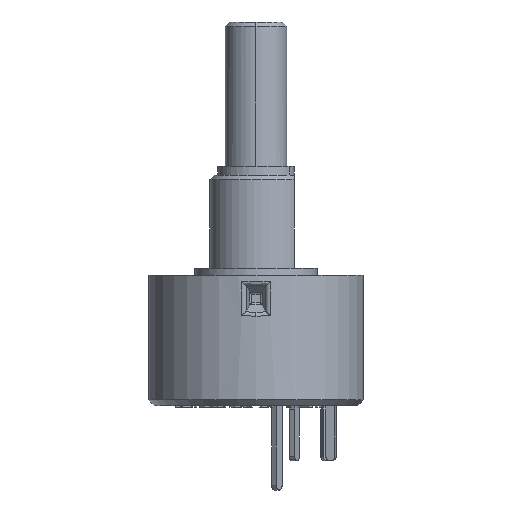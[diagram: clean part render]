
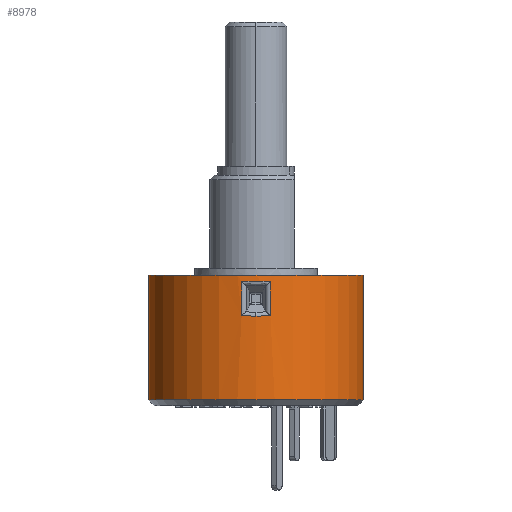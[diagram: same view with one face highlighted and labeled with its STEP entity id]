
A CAD part, left-side view. The second image highlights one B-rep face of the part: STEP entity #8978.
In plain terms, the highlighted cylindrical face has radius 7 mm (diameter 14 mm), a partial arc.
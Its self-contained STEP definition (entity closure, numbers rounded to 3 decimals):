
#217 = CARTESIAN_POINT ( 'NONE',  ( -6.937, -0.938, -0.45 ) ) ;
#256 = CARTESIAN_POINT ( 'NONE',  ( -7.021, -0.315, -0.841 ) ) ;
#344 = EDGE_CURVE ( 'NONE', #2929, #7754, #3075, .T. ) ;
#470 = AXIS2_PLACEMENT_3D ( 'NONE', #3091, #8992, #6733 ) ;
#900 = ORIENTED_EDGE ( 'NONE', *, *, #12342, .T. ) ;
#968 = VECTOR ( 'NONE', #9960, 1000. ) ;
#1346 = VECTOR ( 'NONE', #11794, 1000. ) ;
#1575 = EDGE_CURVE ( 'NONE', #15040, #2929, #14510, .T. ) ;
#1604 = ORIENTED_EDGE ( 'NONE', *, *, #14114, .T. ) ;
#1658 = CYLINDRICAL_SURFACE ( 'NONE', #7101, 7. ) ;
#1720 = LINE ( 'NONE', #2180, #1346 ) ;
#2041 = FACE_OUTER_BOUND ( 'NONE', #6963, .T. ) ;
#2180 = CARTESIAN_POINT ( 'NONE',  ( 0., 7., -0.45 ) ) ;
#2482 = CARTESIAN_POINT ( 'NONE',  ( -6.937, 0.938, -0.45 ) ) ;
#2929 = VERTEX_POINT ( 'NONE', #13831 ) ;
#3075 = LINE ( 'NONE', #11087, #6781 ) ;
#3091 = CARTESIAN_POINT ( 'NONE',  ( 0., 0., -0.45 ) ) ;
#3255 =( BOUNDED_CURVE ( )  B_SPLINE_CURVE ( 3, ( #11010, #10956, #256, #13276 ),
 .UNSPECIFIED., .F., .T. ) 
 B_SPLINE_CURVE_WITH_KNOTS ( ( 4, 4 ),
 ( 3.007, 3.276 ),
 .UNSPECIFIED. ) 
 CURVE ( )  GEOMETRIC_REPRESENTATION_ITEM ( )  RATIONAL_B_SPLINE_CURVE ( ( 1., 0.994, 0.994, 1. ) ) 
 REPRESENTATION_ITEM ( '' )  );
#3393 = CARTESIAN_POINT ( 'NONE',  ( -7., 0.314, -3.129 ) ) ;
#3770 = CARTESIAN_POINT ( 'NONE',  ( -7., 0., -3.129 ) ) ;
#4174 = VERTEX_POINT ( 'NONE', #10900 ) ;
#4653 =( BOUNDED_CURVE ( )  B_SPLINE_CURVE ( 3, ( #7137, #3393, #6983, #15249 ),
 .UNSPECIFIED., .F., .F. ) 
 B_SPLINE_CURVE_WITH_KNOTS ( ( 4, 4 ),
 ( 0., 0.134 ),
 .UNSPECIFIED. ) 
 CURVE ( )  GEOMETRIC_REPRESENTATION_ITEM ( )  RATIONAL_B_SPLINE_CURVE ( ( 1., 0.998, 0.998, 1. ) ) 
 REPRESENTATION_ITEM ( '' )  );
#4975 = CARTESIAN_POINT ( 'NONE',  ( -7., -0.314, -3.129 ) ) ;
#5115 = VERTEX_POINT ( 'NONE', #9942 ) ;
#5134 = DIRECTION ( 'NONE',  ( 0., -1., 0. ) ) ;
#5584 = LINE ( 'NONE', #2482, #968 ) ;
#5604 = ORIENTED_EDGE ( 'NONE', *, *, #6223, .T. ) ;
#6086 = ORIENTED_EDGE ( 'NONE', *, *, #10217, .T. ) ;
#6120 =( BOUNDED_CURVE ( )  B_SPLINE_CURVE ( 3, ( #14435, #10936, #4975, #6325 ),
 .UNSPECIFIED., .F., .F. ) 
 B_SPLINE_CURVE_WITH_KNOTS ( ( 4, 4 ),
 ( 6.149, 6.283 ),
 .UNSPECIFIED. ) 
 CURVE ( )  GEOMETRIC_REPRESENTATION_ITEM ( )  RATIONAL_B_SPLINE_CURVE ( ( 1., 0.998, 0.998, 1. ) ) 
 REPRESENTATION_ITEM ( '' )  );
#6223 = EDGE_CURVE ( 'NONE', #13319, #14490, #4653, .T. ) ;
#6293 = DIRECTION ( 'NONE',  ( 0., 0., -1. ) ) ;
#6303 = ORIENTED_EDGE ( 'NONE', *, *, #1575, .F. ) ;
#6325 = CARTESIAN_POINT ( 'NONE',  ( -7., 0., -3.129 ) ) ;
#6388 = ORIENTED_EDGE ( 'NONE', *, *, #8324, .T. ) ;
#6528 = EDGE_CURVE ( 'NONE', #14490, #4174, #5584, .T. ) ;
#6688 = CARTESIAN_POINT ( 'NONE',  ( 0., 7., -0.45 ) ) ;
#6733 = DIRECTION ( 'NONE',  ( 0., -1., 0. ) ) ;
#6781 = VECTOR ( 'NONE', #9877, 1000. ) ;
#6963 = EDGE_LOOP ( 'NONE', ( #14044, #6303, #900, #6388 ) ) ;
#6983 = CARTESIAN_POINT ( 'NONE',  ( -6.979, 0.627, -3.117 ) ) ;
#7101 = AXIS2_PLACEMENT_3D ( 'NONE', #8179, #15322, #7114 ) ;
#7114 = DIRECTION ( 'NONE',  ( 0., 1., 0. ) ) ;
#7137 = CARTESIAN_POINT ( 'NONE',  ( -7., 0., -3.129 ) ) ;
#7754 = VERTEX_POINT ( 'NONE', #10671 ) ;
#8179 = CARTESIAN_POINT ( 'NONE',  ( 0., 0., -0.45 ) ) ;
#8324 = EDGE_CURVE ( 'NONE', #14721, #7754, #9498, .T. ) ;
#8978 = ADVANCED_FACE ( 'NONE', ( #2041, #12458 ), #1658, .T. ) ;
#8992 = DIRECTION ( 'NONE',  ( 0., 0., 1. ) ) ;
#9498 = CIRCLE ( 'NONE', #14368, 7. ) ;
#9604 = VECTOR ( 'NONE', #6293, 1000. ) ;
#9658 = EDGE_LOOP ( 'NONE', ( #14569, #5604, #14948, #1604, #6086 ) ) ;
#9877 = DIRECTION ( 'NONE',  ( 0., 0., -1. ) ) ;
#9942 = CARTESIAN_POINT ( 'NONE',  ( -6.937, -0.938, -0.888 ) ) ;
#9960 = DIRECTION ( 'NONE',  ( 0., 0., 1. ) ) ;
#9989 = CARTESIAN_POINT ( 'NONE',  ( 0., 7., -8.574 ) ) ;
#10217 = EDGE_CURVE ( 'NONE', #5115, #11766, #13295, .T. ) ;
#10535 = CARTESIAN_POINT ( 'NONE',  ( -6.937, 0.938, -3.094 ) ) ;
#10671 = CARTESIAN_POINT ( 'NONE',  ( 0., -7., -8.574 ) ) ;
#10900 = CARTESIAN_POINT ( 'NONE',  ( -6.937, 0.938, -0.888 ) ) ;
#10936 = CARTESIAN_POINT ( 'NONE',  ( -6.979, -0.627, -3.117 ) ) ;
#10956 = CARTESIAN_POINT ( 'NONE',  ( -7.021, 0.315, -0.841 ) ) ;
#11010 = CARTESIAN_POINT ( 'NONE',  ( -6.937, 0.938, -0.888 ) ) ;
#11087 = CARTESIAN_POINT ( 'NONE',  ( 0., -7., -0.45 ) ) ;
#11105 = CARTESIAN_POINT ( 'NONE',  ( 0., 0., -8.574 ) ) ;
#11338 = CARTESIAN_POINT ( 'NONE',  ( -6.937, -0.938, -3.094 ) ) ;
#11587 = EDGE_CURVE ( 'NONE', #11766, #13319, #6120, .T. ) ;
#11766 = VERTEX_POINT ( 'NONE', #11338 ) ;
#11794 = DIRECTION ( 'NONE',  ( 0., 0., -1. ) ) ;
#12294 = DIRECTION ( 'NONE',  ( 0., 0., 1. ) ) ;
#12342 = EDGE_CURVE ( 'NONE', #15040, #14721, #1720, .T. ) ;
#12458 = FACE_BOUND ( 'NONE', #9658, .T. ) ;
#13276 = CARTESIAN_POINT ( 'NONE',  ( -6.937, -0.938, -0.888 ) ) ;
#13295 = LINE ( 'NONE', #217, #9604 ) ;
#13319 = VERTEX_POINT ( 'NONE', #3770 ) ;
#13831 = CARTESIAN_POINT ( 'NONE',  ( 0., -7., -0.45 ) ) ;
#14044 = ORIENTED_EDGE ( 'NONE', *, *, #344, .F. ) ;
#14114 = EDGE_CURVE ( 'NONE', #4174, #5115, #3255, .T. ) ;
#14368 = AXIS2_PLACEMENT_3D ( 'NONE', #11105, #12294, #5134 ) ;
#14435 = CARTESIAN_POINT ( 'NONE',  ( -6.937, -0.938, -3.094 ) ) ;
#14490 = VERTEX_POINT ( 'NONE', #10535 ) ;
#14510 = CIRCLE ( 'NONE', #470, 7. ) ;
#14569 = ORIENTED_EDGE ( 'NONE', *, *, #11587, .T. ) ;
#14721 = VERTEX_POINT ( 'NONE', #9989 ) ;
#14948 = ORIENTED_EDGE ( 'NONE', *, *, #6528, .T. ) ;
#15040 = VERTEX_POINT ( 'NONE', #6688 ) ;
#15249 = CARTESIAN_POINT ( 'NONE',  ( -6.937, 0.938, -3.094 ) ) ;
#15322 = DIRECTION ( 'NONE',  ( 0., 0., -1. ) ) ;
